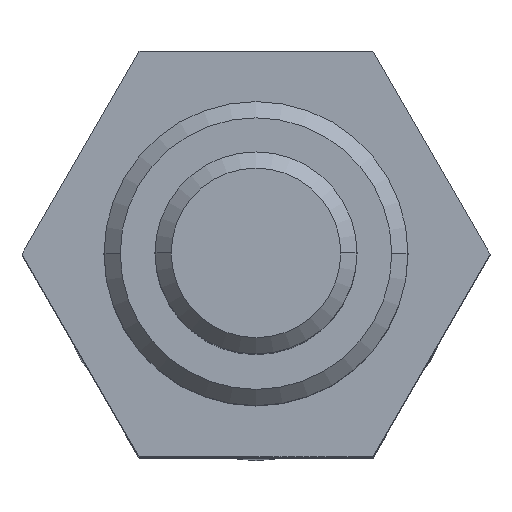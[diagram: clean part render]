
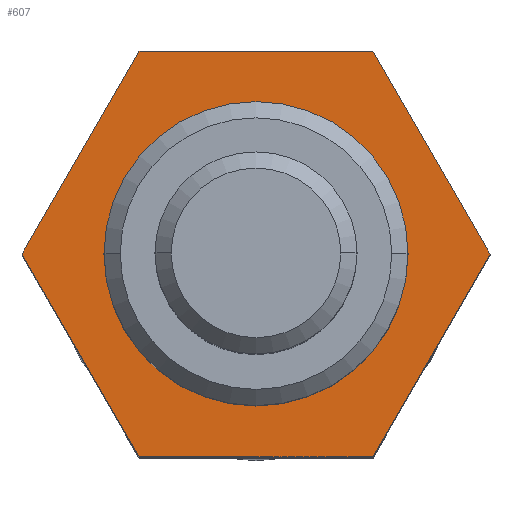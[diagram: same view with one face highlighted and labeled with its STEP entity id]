
A CAD part, top view. The second image highlights one B-rep face of the part: STEP entity #607.
In plain terms, the highlighted planar face has unit normal (0, 0, 1).
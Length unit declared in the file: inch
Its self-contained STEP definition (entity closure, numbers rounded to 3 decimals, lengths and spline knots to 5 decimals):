
#14 = LINE ( 'NONE', #1172, #1237 ) ;
#61 = LINE ( 'NONE', #559, #1251 ) ;
#63 = DIRECTION ( 'NONE',  ( 0., 0., 1. ) ) ;
#65 = CIRCLE ( 'NONE', #948, 0.18735 ) ;
#70 = DIRECTION ( 'NONE',  ( 0.5, 0.866, 0. ) ) ;
#83 = ORIENTED_EDGE ( 'NONE', *, *, #826, .T. ) ;
#93 = ORIENTED_EDGE ( 'NONE', *, *, #850, .T. ) ;
#94 = ORIENTED_EDGE ( 'NONE', *, *, #837, .T. ) ;
#105 = CARTESIAN_POINT ( 'NONE',  ( 0.18735, 0., 2.835 ) ) ;
#106 = CARTESIAN_POINT ( 'NONE',  ( 0.28839, 0., 2.835 ) ) ;
#108 = ORIENTED_EDGE ( 'NONE', *, *, #831, .T. ) ;
#111 = ORIENTED_EDGE ( 'NONE', *, *, #950, .T. ) ;
#123 = ORIENTED_EDGE ( 'NONE', *, *, #957, .T. ) ;
#125 = ORIENTED_EDGE ( 'NONE', *, *, #793, .F. ) ;
#143 = ORIENTED_EDGE ( 'NONE', *, *, #335, .F. ) ;
#194 = VERTEX_POINT ( 'NONE', #256 ) ;
#217 = VECTOR ( 'NONE', #294, 39.37008 ) ;
#238 = AXIS2_PLACEMENT_3D ( 'NONE', #652, #63, #742 ) ;
#254 = VECTOR ( 'NONE', #828, 39.37008 ) ;
#256 = CARTESIAN_POINT ( 'NONE',  ( -0.28839, 0., 2.835 ) ) ;
#274 = CARTESIAN_POINT ( 'NONE',  ( 0.14419, 0.24975, 2.835 ) ) ;
#279 = PLANE ( 'NONE',  #1140 ) ;
#294 = DIRECTION ( 'NONE',  ( 1., 0., 0. ) ) ;
#300 = EDGE_LOOP ( 'NONE', ( #83, #93, #94, #108, #111, #123 ) ) ;
#303 = LINE ( 'NONE', #1259, #254 ) ;
#320 = LINE ( 'NONE', #756, #217 ) ;
#335 = EDGE_CURVE ( 'NONE', #1141, #797, #1037, .T. ) ;
#357 = FACE_BOUND ( 'NONE', #709, .T. ) ;
#361 = FACE_OUTER_BOUND ( 'NONE', #300, .T. ) ;
#385 = DIRECTION ( 'NONE',  ( -1., 0., 0. ) ) ;
#387 = DIRECTION ( 'NONE',  ( 1., 0., 0. ) ) ;
#475 = DIRECTION ( 'NONE',  ( -0.5, 0.866, 0. ) ) ;
#553 = CARTESIAN_POINT ( 'NONE',  ( 0., 0., 2.835 ) ) ;
#559 = CARTESIAN_POINT ( 'NONE',  ( 0.14419, -0.24975, 2.835 ) ) ;
#577 = VERTEX_POINT ( 'NONE', #956 ) ;
#579 = CARTESIAN_POINT ( 'NONE',  ( 0.14419, 0.24975, 2.835 ) ) ;
#607 = ADVANCED_FACE ( 'NONE', ( #361, #357 ), #279, .T. ) ;
#652 = CARTESIAN_POINT ( 'NONE',  ( 0., 0., 2.835 ) ) ;
#653 = CARTESIAN_POINT ( 'NONE',  ( 0.28839, 0., 2.835 ) ) ;
#667 = DIRECTION ( 'NONE',  ( 1., 0., 0. ) ) ;
#679 = VERTEX_POINT ( 'NONE', #1121 ) ;
#709 = EDGE_LOOP ( 'NONE', ( #125, #143 ) ) ;
#742 = DIRECTION ( 'NONE',  ( 1., 0., 0. ) ) ;
#751 = CARTESIAN_POINT ( 'NONE',  ( -0.18735, 0., 2.835 ) ) ;
#756 = CARTESIAN_POINT ( 'NONE',  ( -0.14419, -0.24975, 2.835 ) ) ;
#793 = EDGE_CURVE ( 'NONE', #797, #1141, #65, .T. ) ;
#797 = VERTEX_POINT ( 'NONE', #751 ) ;
#826 = EDGE_CURVE ( 'NONE', #679, #1164, #61, .T. ) ;
#828 = DIRECTION ( 'NONE',  ( 0.5, -0.866, 0. ) ) ;
#831 = EDGE_CURVE ( 'NONE', #577, #194, #14, .T. ) ;
#833 = DIRECTION ( 'NONE',  ( -0.5, -0.866, 0. ) ) ;
#837 = EDGE_CURVE ( 'NONE', #1227, #577, #1239, .T. ) ;
#850 = EDGE_CURVE ( 'NONE', #1164, #1227, #1229, .T. ) ;
#868 = VERTEX_POINT ( 'NONE', #1156 ) ;
#928 = CARTESIAN_POINT ( 'NONE',  ( 0.28839, 0., 2.835 ) ) ;
#930 = DIRECTION ( 'NONE',  ( 0., 0., 1. ) ) ;
#948 = AXIS2_PLACEMENT_3D ( 'NONE', #553, #1258, #667 ) ;
#950 = EDGE_CURVE ( 'NONE', #194, #868, #303, .T. ) ;
#956 = CARTESIAN_POINT ( 'NONE',  ( -0.14419, 0.24975, 2.835 ) ) ;
#957 = EDGE_CURVE ( 'NONE', #868, #679, #320, .T. ) ;
#1037 = CIRCLE ( 'NONE', #238, 0.18735 ) ;
#1121 = CARTESIAN_POINT ( 'NONE',  ( 0.14419, -0.24975, 2.835 ) ) ;
#1140 = AXIS2_PLACEMENT_3D ( 'NONE', #653, #930, #387 ) ;
#1141 = VERTEX_POINT ( 'NONE', #105 ) ;
#1156 = CARTESIAN_POINT ( 'NONE',  ( -0.14419, -0.24975, 2.835 ) ) ;
#1164 = VERTEX_POINT ( 'NONE', #106 ) ;
#1172 = CARTESIAN_POINT ( 'NONE',  ( -0.14419, 0.24975, 2.835 ) ) ;
#1223 = VECTOR ( 'NONE', #385, 39.37008 ) ;
#1227 = VERTEX_POINT ( 'NONE', #579 ) ;
#1229 = LINE ( 'NONE', #928, #1254 ) ;
#1237 = VECTOR ( 'NONE', #833, 39.37008 ) ;
#1239 = LINE ( 'NONE', #274, #1223 ) ;
#1251 = VECTOR ( 'NONE', #70, 39.37008 ) ;
#1254 = VECTOR ( 'NONE', #475, 39.37008 ) ;
#1258 = DIRECTION ( 'NONE',  ( 0., 0., 1. ) ) ;
#1259 = CARTESIAN_POINT ( 'NONE',  ( -0.28839, 0., 2.835 ) ) ;
